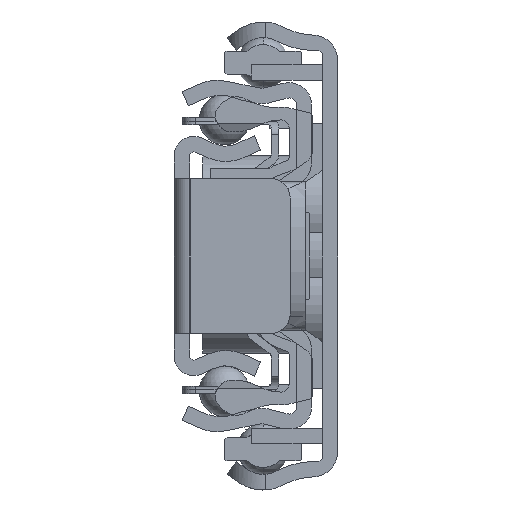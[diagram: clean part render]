
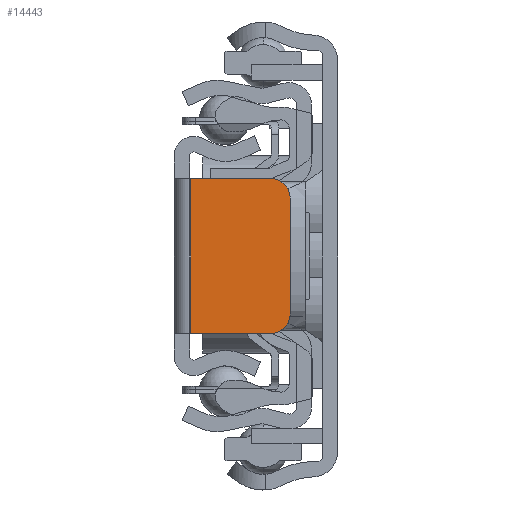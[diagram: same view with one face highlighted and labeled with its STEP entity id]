
A CAD part, front view. The second image highlights one B-rep face of the part: STEP entity #14443.
In plain terms, the highlighted planar face has unit normal (0, -1, 0).
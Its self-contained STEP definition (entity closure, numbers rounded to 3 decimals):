
#12895=DIRECTION('',(0.,0.,-1.));
#12896=VECTOR('',#12895,12.);
#12897=CARTESIAN_POINT('',(-2.051,-1.2,6.));
#12898=LINE('',#12897,#12896);
#12899=DIRECTION('',(-1.,0.,0.));
#12900=VECTOR('',#12899,6.2);
#12901=CARTESIAN_POINT('',(4.149,-1.2,6.));
#12902=LINE('',#12901,#12900);
#12903=CARTESIAN_POINT('',(4.149,-1.2,4.5));
#12904=DIRECTION('',(0.,-1.,0.));
#12905=DIRECTION('',(1.,0.,0.));
#12906=AXIS2_PLACEMENT_3D('',#12903,#12904,#12905);
#12908=DIRECTION('',(0.,0.,1.));
#12909=VECTOR('',#12908,9.);
#12910=CARTESIAN_POINT('',(5.649,-1.2,-4.5));
#12911=LINE('',#12910,#12909);
#12912=CARTESIAN_POINT('',(4.149,-1.2,-4.5));
#12913=DIRECTION('',(0.,-1.,0.));
#12914=DIRECTION('',(0.,0.,-1.));
#12915=AXIS2_PLACEMENT_3D('',#12912,#12913,#12914);
#12917=DIRECTION('',(1.,0.,0.));
#12918=VECTOR('',#12917,6.2);
#12919=CARTESIAN_POINT('',(-2.051,-1.2,-6.));
#12920=LINE('',#12919,#12918);
#13194=CARTESIAN_POINT('',(4.149,-1.2,-6.));
#13195=CARTESIAN_POINT('',(5.649,-1.2,-4.5));
#13196=VERTEX_POINT('',#13194);
#13197=VERTEX_POINT('',#13195);
#13198=CARTESIAN_POINT('',(5.649,-1.2,4.5));
#13199=VERTEX_POINT('',#13198);
#13200=CARTESIAN_POINT('',(4.149,-1.2,6.));
#13201=VERTEX_POINT('',#13200);
#13206=CARTESIAN_POINT('',(-2.051,-1.2,-6.));
#13208=VERTEX_POINT('',#13206);
#13214=CARTESIAN_POINT('',(-2.051,-1.2,6.));
#13215=VERTEX_POINT('',#13214);
#14427=CARTESIAN_POINT('',(0.,-1.2,0.));
#14428=DIRECTION('',(0.,-1.,0.));
#14429=DIRECTION('',(0.,0.,1.));
#14430=AXIS2_PLACEMENT_3D('',#14427,#14428,#14429);
#14431=PLANE('',#14430);
#14432=ORIENTED_EDGE('',*,*,#13311,.F.);
#14434=ORIENTED_EDGE('',*,*,#14433,.F.);
#14436=ORIENTED_EDGE('',*,*,#14435,.F.);
#14438=ORIENTED_EDGE('',*,*,#14437,.F.);
#14439=ORIENTED_EDGE('',*,*,#14420,.F.);
#14440=ORIENTED_EDGE('',*,*,#13287,.F.);
#14441=EDGE_LOOP('',(#14432,#14434,#14436,#14438,#14439,#14440));
#14442=FACE_OUTER_BOUND('',#14441,.F.);
#14443=ADVANCED_FACE('',(#14442),#14431,.T.);
#12907=CIRCLE('',#12906,1.5);
#12916=CIRCLE('',#12915,1.5);
#13287=EDGE_CURVE('',#13208,#13196,#12920,.T.);
#13311=EDGE_CURVE('',#13215,#13208,#12898,.T.);
#14420=EDGE_CURVE('',#13196,#13197,#12916,.T.);
#14433=EDGE_CURVE('',#13201,#13215,#12902,.T.);
#14435=EDGE_CURVE('',#13199,#13201,#12907,.T.);
#14437=EDGE_CURVE('',#13197,#13199,#12911,.T.);
